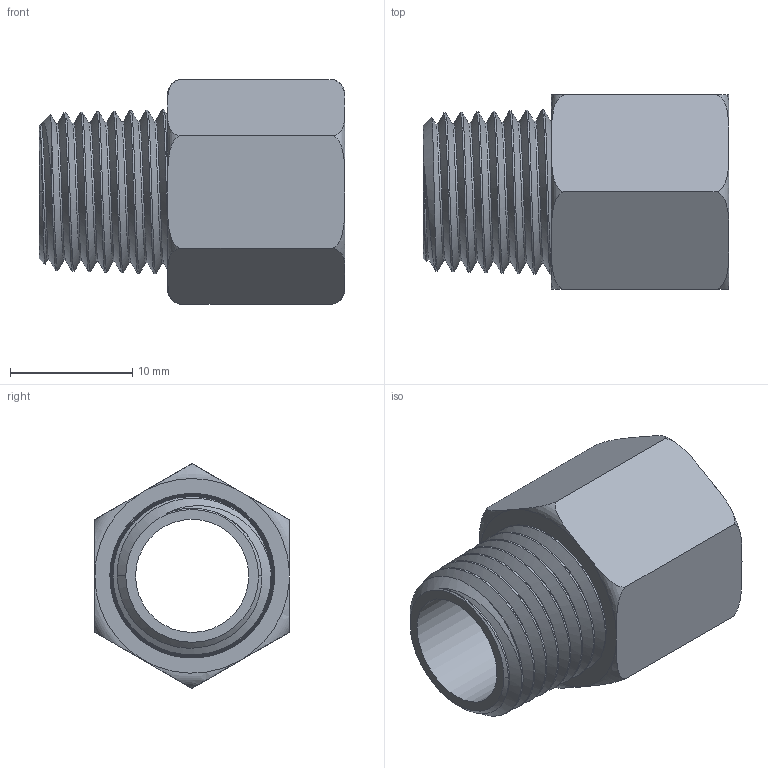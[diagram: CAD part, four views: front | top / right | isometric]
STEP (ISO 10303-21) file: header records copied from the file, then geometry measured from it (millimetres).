
FILE_DESCRIPTION(/* description */ (''),/* implementation_level */ '2;1');
FILE_NAME(/* name */ '120-G2-N2.stp',/* time_stamp */ '2024-01-23T10:09:08-05:00',/* author */ ('esanner'),/* organization */ (''),/* preprocessor_version */ 'ST-DEVELOPER v19',/* originating_system */ 'AutoCAD Mechanical',/* authorisation */ '');
FILE_SCHEMA (('AUTOMOTIVE_DESIGN { 1 0 10303 214 3 1 1 }'));
Length unit declared in the file: millimetre
Products named in the file (2): Product; 120-G2-N2
Assembly tree (1 placements, depth 2):
  Product
    120-G2-N2
Bounding box: 25 x 15.91 x 18.36 mm (x, y, z)
Volume: 2202.4 mm3; surface area: 2815.5 mm2
Topology: 1 solids, 1 shells, 64 faces, 176 edges, 116 vertices
Faces by surface type: cone 25, cylinder 17, plane 10, bspline 6, torus 6
Full cylindrical faces by diameter (mm): 9.246 x1
Entity records: 9017 total; most frequent: CARTESIAN_POINT 7542, ORIENTED_EDGE 354, DIRECTION 227, EDGE_CURVE 177, VERTEX_POINT 117, AXIS2_PLACEMENT_3D 87, B_SPLINE_CURVE_WITH_KNOTS 81, EDGE_LOOP 68
